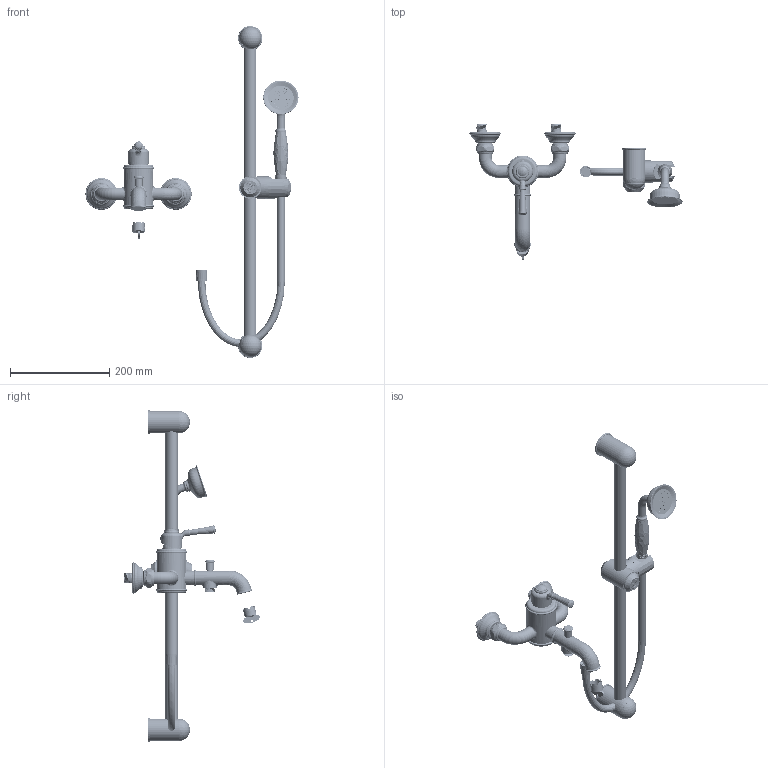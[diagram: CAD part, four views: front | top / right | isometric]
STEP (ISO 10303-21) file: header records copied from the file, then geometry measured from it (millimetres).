
FILE_DESCRIPTION (( 'STEP AP203' ), '1' );
FILE_NAME ('8051020 (10040030).STEP', '2018-09-12T16:28:15', ( '' ), ( '' ), 'SwSTEP 2.0', 'SolidWorks 2018', '' );
FILE_SCHEMA (( 'CONFIG_CONTROL_DESIGN' ));
Length unit declared in the file: inch
Products named in the file (41): LZ-6_5_AF0.stp; 8001001-133.stp; 1022001-062.stp; JQ-16X2_AF0.stp; 1022001-072.stp; JQ-6X2_AF0.stp; PQ-24_1X15X2_5.stp; 8051001-342_AF0.stp; 6040006-082.stp; 8051018-572_AF0.stp; DS-M5X5-J.stp; 8027015-402_AF0.stp; 8003020-442.stp; JQ-6X2_AF1.stp; 6040006_ASM.stp; JQ-16X2_AF1.stp; 8002013-382_AF0.stp; JQ-40X2_5_AF0.stp; 8051001-575_AF0.stp; 8051001-102_AF0.stp; 8051020-052_AF1.stp; 6001004.stp; JQ-12X2_AF0.stp; 8051001-092_AF1.stp; 8051040-432.stp; 8051020-392_AF1.stp; 6043006.stp; DS-M5X5-P_AF0.stp; 6014011.stp; 8051020-013_AF0.stp; 6013060_ASM.stp; 8051040-302.stp; 8051020 (10040030).stp; JQ-16X2.stp; 8036013-322.stp; 8051020 (10040030); 8051020-573_AF1.stp; 8051020-022_AF0.stp; 8051001-192_AF0.stp; 8027015-462_AF0.stp ...
Assembly tree (47 placements, depth 5):
  8051020 (10040030)
    8051020 (10040030).stp
      6013060_ASM.stp
        6040006_ASM.stp
          6043006.stp
          6040006-082.stp
        6014011.stp
        6001004.stp
      8051020-013_AF0.stp
      8003020-442.stp  x2
      JQ-16X2.stp  x2
      8051040-432.stp  x2
      PQ-24_1X15X2_5.stp  x2
      8036013-322.stp  x2
      8051018-572_AF0.stp
      K-35A.stp
      1022001-062.stp
      1022001-072.stp
      8051020-573_AF1.stp
      8051020-052_AF1.stp
      JQ-12X2_AF0.stp
      JQ-16X2_AF0.stp
      JQ-16X2_AF1.stp
      8051020-022_AF0.stp
      8002013-382_AF0.stp
      8027015-402_AF0.stp
      8051020-392_AF1.stp
      JQ-40X2_5_AF0.stp
      8051040-302.stp  x2
      8001001-133.stp
      8051001-092_AF1.stp
      8051001-342_AF0.stp
      8051001-102_AF0.stp
      8051001-192_AF0.stp
      8051001-575_AF0.stp
      DS-M5X5-P_AF0.stp
      LZ-6_5_AF0.stp
      JQ-6X2_AF1.stp
      8027015-462_AF0.stp
      DS-M5X5-J.stp  x2
      JQ-6X2_AF0.stp
Bounding box: 429.43 x 274.04 x 669 mm (x, y, z)
Volume: 572991.7 mm3; surface area: 527905.4 mm2
Topology: 35 solids, 92 shells, 3738 faces, 9869 edges, 6303 vertices
Faces by surface type: cylinder 2042, plane 848, torus 290, bspline 281, cone 231, sphere 46
Entity records: 141850 total; most frequent: CARTESIAN_POINT 65641, ORIENTED_EDGE 14914, DIRECTION 14871, EDGE_CURVE 7519, AXIS2_PLACEMENT_3D 6118, VERTEX_POINT 4806, EDGE_LOOP 3720, CIRCLE 3367
